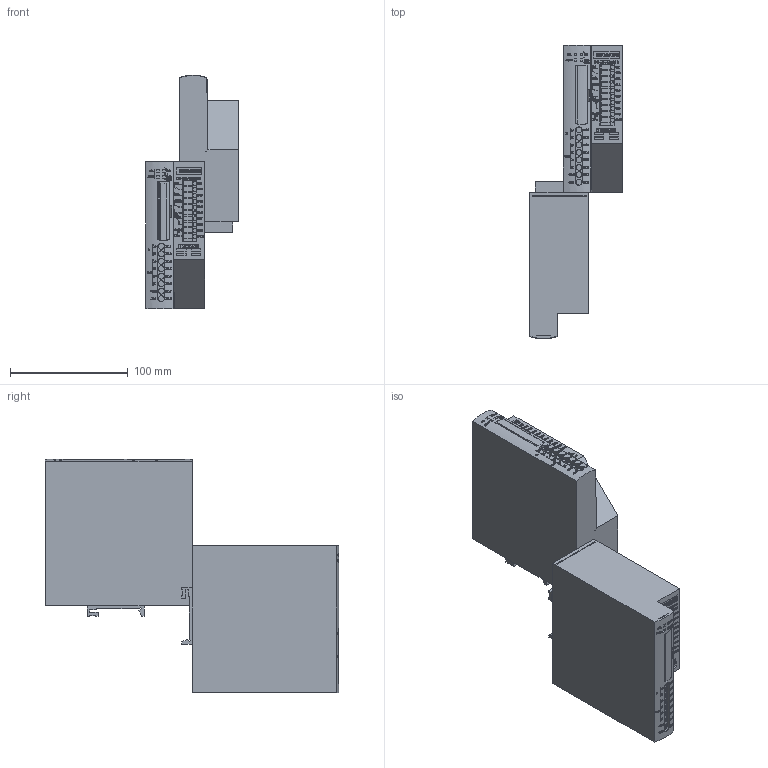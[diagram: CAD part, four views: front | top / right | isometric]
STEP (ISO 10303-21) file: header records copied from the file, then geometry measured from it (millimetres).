
FILE_DESCRIPTION( ( 'Unknown' ), '1' );
FILE_NAME( '6ep19312dc21.stp', 'Unknown', ( 'Rumpler' ), ( 'Unknown' ), 'PSStep 10.0', 'Unknown', ' ' );
FILE_SCHEMA( ( 'AUTOMOTIVE_DESIGN { 1 0 10303 214 1 1 1 1 }' ) );
Length unit declared in the file: millimetre
Products named in the file (2): Assem1; C98130-A7555-A1
Bounding box: 78.67 x 249.42 x 198.29 mm (x, y, z)
Volume: 375092.3 mm3; surface area: 289738.4 mm2
Topology: 2 solids, 10 shells, 7986 faces, 22106 edges, 14784 vertices
Faces by surface type: plane 5130, extrusion 1892, cylinder 958, cone 6
Full cylindrical faces by diameter (mm): 0.6 x4, 0.757 x2, 0.8 x40, 0.856 x2, 0.9 x54, 0.97 x76, 1 x16, 1.3 x44, 2.2 x50, 2.9 x4, 3.1 x2, 3.2 x6, 3.3 x4, 3.5 x20, 5 x16
Entity records: 168266 total; most frequent: CARTESIAN_POINT 37937, ORIENTED_EDGE 21542, DIRECTION 17010, EDGE_CURVE 10771, VECTOR 8072, VERTEX_POINT 7283, LINE 7126, EDGE_LOOP 4746
